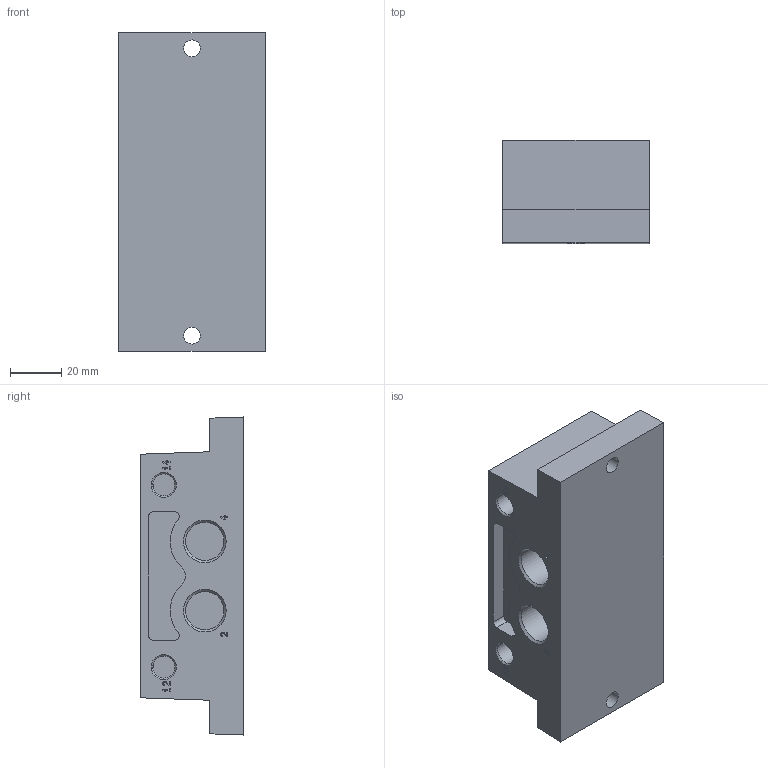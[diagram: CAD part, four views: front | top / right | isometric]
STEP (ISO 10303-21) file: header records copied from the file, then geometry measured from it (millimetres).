
FILE_DESCRIPTION(/* description */ ('STEP AP214'),/* implementation_level */ '2;1');
FILE_NAME(/* name */ '11310_NAS-3_8-2A-ISO',/* time_stamp */ '2024-09-11T21:24:55+02:00',/* author */ ('License CC BY-ND 4.0'),/* organization */ ('CADENAS'),/* preprocessor_version */ 'ST-DEVELOPER v19.3',/* originating_system */ 'PARTsolutions',/* authorisation */ ' ');
FILE_SCHEMA (('AUTOMOTIVE_DESIGN {1 0 10303 214 3 1 1}'));
Length unit declared in the file: millimetre
Products named in the file (1): 11310 NAS-3/8-2A-ISO
Bounding box: 57 x 40 x 124 mm (x, y, z)
Volume: 206587.8 mm3; surface area: 37007 mm2
Topology: 1 solids, 1 shells, 215 faces, 547 edges, 361 vertices
Faces by surface type: plane 149, cylinder 55, cone 11
Full cylindrical faces by diameter (mm): 4.917 x4, 6.6 x2, 8.566 x2, 14.95 x5
Entity records: 6366 total; most frequent: CARTESIAN_POINT 1104, DIRECTION 1072, ORIENTED_EDGE 1042, EDGE_CURVE 521, LINE 398, VECTOR 398, VERTEX_POINT 359, AXIS2_PLACEMENT_3D 337
